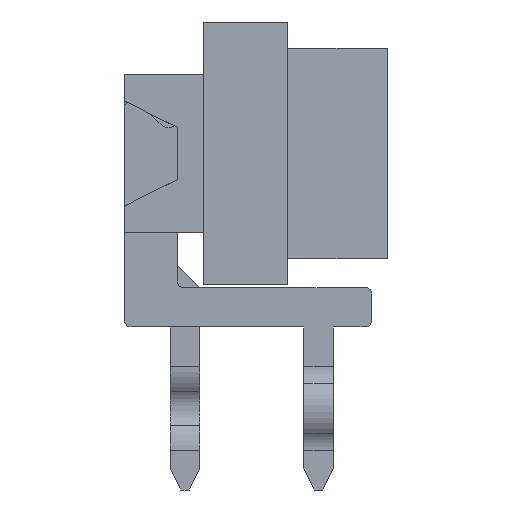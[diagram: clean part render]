
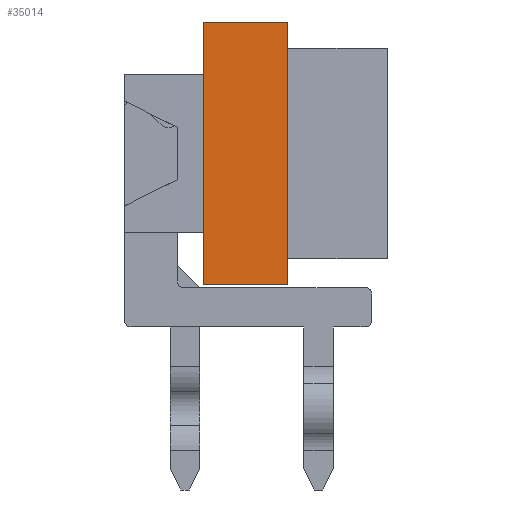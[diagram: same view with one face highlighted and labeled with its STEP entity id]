
A CAD part, front view. The second image highlights one B-rep face of the part: STEP entity #35014.
In plain terms, the highlighted face is planar.
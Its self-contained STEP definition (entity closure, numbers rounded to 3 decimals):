
#10480=ORIENTED_EDGE('',*,*,#16609,.T.);
#10481=ORIENTED_EDGE('',*,*,#16608,.F.);
#10482=ORIENTED_EDGE('',*,*,#16610,.F.);
#10483=ORIENTED_EDGE('',*,*,#16611,.T.);
#16608=EDGE_CURVE('',#20210,#20207,#24084,.T.);
#16609=EDGE_CURVE('',#20211,#20207,#24085,.T.);
#16610=EDGE_CURVE('',#20212,#20210,#24086,.T.);
#16611=EDGE_CURVE('',#20212,#20211,#24087,.T.);
#20207=VERTEX_POINT('',#57637);
#20210=VERTEX_POINT('',#57642);
#20211=VERTEX_POINT('',#57646);
#20212=VERTEX_POINT('',#57648);
#24084=LINE('',#57643,#28202);
#24085=LINE('',#57645,#28203);
#24086=LINE('',#57647,#28204);
#24087=LINE('',#57649,#28205);
#28202=VECTOR('',#47201,1000.);
#28203=VECTOR('',#47204,1000.);
#28204=VECTOR('',#47205,1000.);
#28205=VECTOR('',#47206,1000.);
#30108=EDGE_LOOP('',(#10480,#10481,#10482,#10483));
#31950=FACE_BOUND('',#30108,.T.);
#33232=PLANE('',#37992);
#35014=ADVANCED_FACE('',(#31950),#33232,.F.);
#37992=AXIS2_PLACEMENT_3D('',#57644,#47202,#47203);
#47201=DIRECTION('',(0.,0.,-1.));
#47202=DIRECTION('',(-1.,0.,0.));
#47203=DIRECTION('',(0.,0.,1.));
#47204=DIRECTION('',(0.,1.,0.));
#47205=DIRECTION('',(0.,1.,0.));
#47206=DIRECTION('',(0.,0.,-1.));
#57637=CARTESIAN_POINT('',(13.7,2.5,0.));
#57642=CARTESIAN_POINT('',(13.7,2.5,1.6));
#57643=CARTESIAN_POINT('',(13.7,2.5,1.6));
#57644=CARTESIAN_POINT('',(13.7,-2.5,1.6));
#57645=CARTESIAN_POINT('',(13.7,-2.5,0.));
#57646=CARTESIAN_POINT('',(13.7,-2.5,0.));
#57647=CARTESIAN_POINT('',(13.7,-2.5,1.6));
#57648=CARTESIAN_POINT('',(13.7,-2.5,1.6));
#57649=CARTESIAN_POINT('',(13.7,-2.5,1.6));
